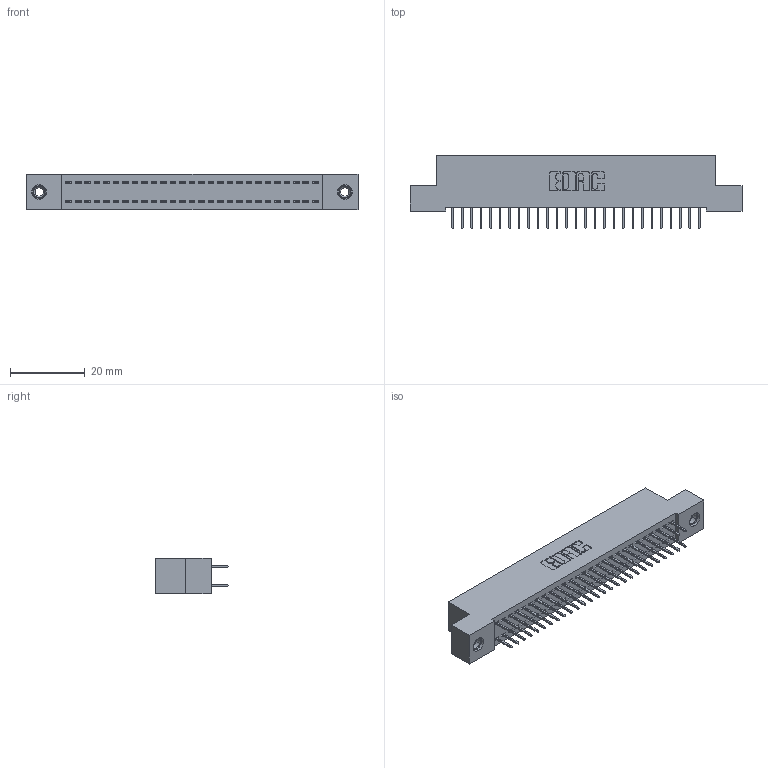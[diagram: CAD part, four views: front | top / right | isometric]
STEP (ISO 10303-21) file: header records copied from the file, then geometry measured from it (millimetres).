
FILE_DESCRIPTION (( 'STEP AP203' ), '1' );
FILE_NAME ('342-054-524-208.STEP', '2018-08-13T00:09:20', ( '' ), ( '' ), 'SwSTEP 2.0', 'SolidWorks 2016', '' );
FILE_SCHEMA (( 'CONFIG_CONTROL_DESIGN' ));
Length unit declared in the file: inch
Products named in the file (4): 342 Part_TI; 345-292-001_345-293-124; 345-250-001_345-250-003-102; 342-054-524-208
Assembly tree (57 placements, depth 2):
  342-054-524-208
    342 Part_TI
    345-292-001_345-293-124  x54
    345-250-001_345-250-003-102  x2
Bounding box: 88.9 x 19.69 x 9.4 mm (x, y, z)
Volume: 7829.2 mm3; surface area: 12172.2 mm2
Topology: 57 solids, 57 shells, 3194 faces, 9021 edges, 5790 vertices
Faces by surface type: plane 2366, cylinder 812, cone 12, torus 4
Entity records: 20438 total; most frequent: CARTESIAN_POINT 3385, ORIENTED_EDGE 3314, DIRECTION 2951, EDGE_CURVE 1657, VECTOR 1513, LINE 1513, VERTEX_POINT 1096, AXIS2_PLACEMENT_3D 719
